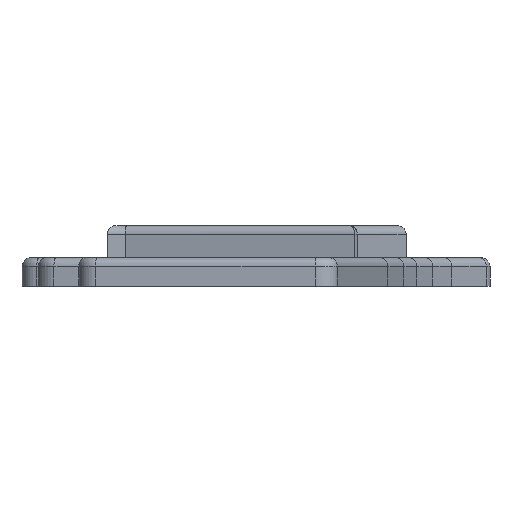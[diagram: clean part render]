
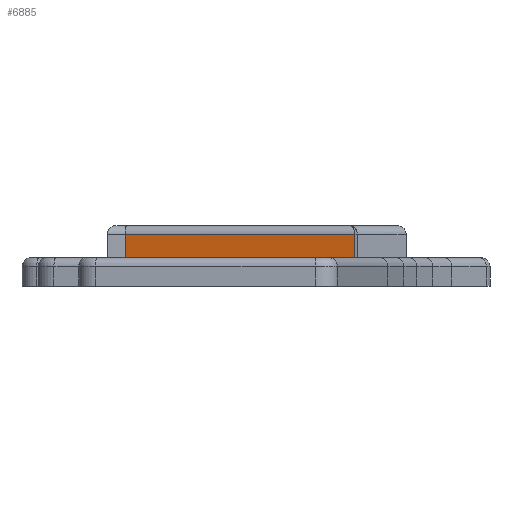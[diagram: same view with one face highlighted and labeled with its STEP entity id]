
A CAD part, left-side view. The second image highlights one B-rep face of the part: STEP entity #6885.
In plain terms, the highlighted planar face has unit normal (-0.966, 0.259, 0).
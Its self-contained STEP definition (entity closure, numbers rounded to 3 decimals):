
#214=PLANE('',#7386);
#540=FACE_OUTER_BOUND('',#941,.T.);
#941=EDGE_LOOP('',(#5407,#5408,#5409,#5410));
#1239=LINE('',#9646,#2041);
#1570=LINE('',#10640,#2372);
#1580=LINE('',#10668,#2382);
#1581=LINE('',#10669,#2383);
#2041=VECTOR('',#7725,10.);
#2372=VECTOR('',#8534,10.);
#2382=VECTOR('',#8568,10.);
#2383=VECTOR('',#8569,10.);
#3016=VERTEX_POINT('',#9643);
#3017=VERTEX_POINT('',#9645);
#3346=VERTEX_POINT('',#10638);
#3347=VERTEX_POINT('',#10639);
#3669=EDGE_CURVE('',#3016,#3017,#1239,.T.);
#4125=EDGE_CURVE('',#3346,#3347,#1570,.T.);
#4141=EDGE_CURVE('',#3017,#3346,#1580,.T.);
#4142=EDGE_CURVE('',#3016,#3347,#1581,.T.);
#5407=ORIENTED_EDGE('',*,*,#4125,.F.);
#5408=ORIENTED_EDGE('',*,*,#4141,.F.);
#5409=ORIENTED_EDGE('',*,*,#3669,.F.);
#5410=ORIENTED_EDGE('',*,*,#4142,.T.);
#6885=ADVANCED_FACE('',(#540),#214,.T.);
#7386=AXIS2_PLACEMENT_3D('',#10667,#8566,#8567);
#7725=DIRECTION('',(0.259,0.966,0.));
#8534=DIRECTION('',(-0.259,-0.966,0.));
#8566=DIRECTION('center_axis',(-0.966,0.259,0.));
#8567=DIRECTION('ref_axis',(-0.259,-0.966,0.));
#8568=DIRECTION('',(0.,0.,1.));
#8569=DIRECTION('',(0.,0.,1.));
#9643=CARTESIAN_POINT('',(80.692,-15.743,1.6));
#9645=CARTESIAN_POINT('',(94.861,37.135,1.6));
#9646=CARTESIAN_POINT('',(91.433,24.341,1.6));
#10638=CARTESIAN_POINT('',(94.861,37.135,7.));
#10639=CARTESIAN_POINT('',(80.692,-15.743,7.));
#10640=CARTESIAN_POINT('',(91.411,24.26,7.));
#10667=CARTESIAN_POINT('Origin',(94.861,37.135,0.));
#10668=CARTESIAN_POINT('',(94.861,37.135,0.));
#10669=CARTESIAN_POINT('',(80.692,-15.743,0.));
